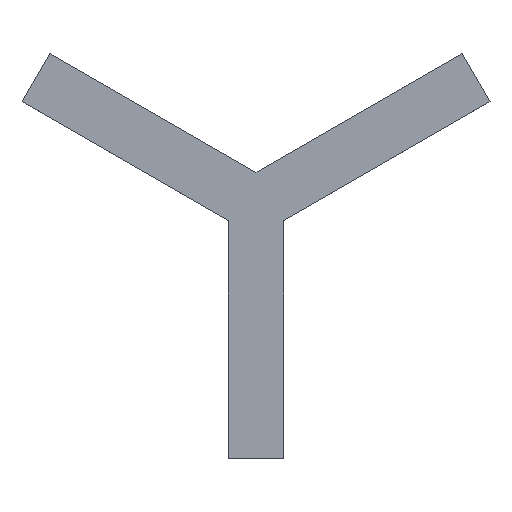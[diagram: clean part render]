
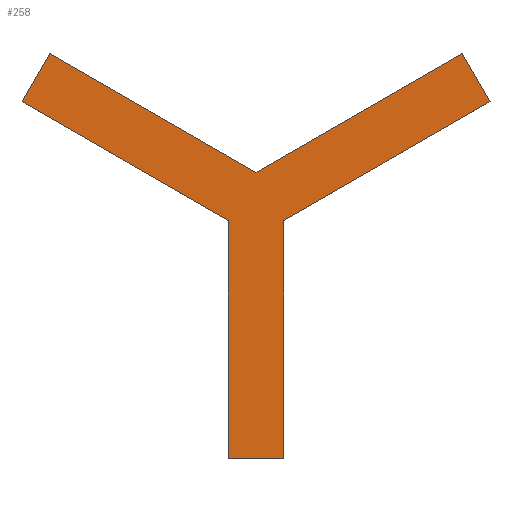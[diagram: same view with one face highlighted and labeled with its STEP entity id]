
A CAD part, top view. The second image highlights one B-rep face of the part: STEP entity #258.
In plain terms, the highlighted planar face has unit normal (0, 0, 1).
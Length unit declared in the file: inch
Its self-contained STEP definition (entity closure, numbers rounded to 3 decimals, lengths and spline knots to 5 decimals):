
#2 = ORIENTED_EDGE ( 'NONE', *, *, #19, .T. ) ;
#6 = VERTEX_POINT ( 'NONE', #10 ) ;
#9 = LINE ( 'NONE', #257, #265 ) ;
#10 = CARTESIAN_POINT ( 'NONE',  ( -5.22136, -24.77644, 0.1 ) ) ;
#19 = EDGE_CURVE ( 'NONE', #205, #6, #360, .T. ) ;
#24 = CARTESIAN_POINT ( 'NONE',  ( -0.61623, -23.38784, 0.1 ) ) ;
#30 = LINE ( 'NONE', #60, #212 ) ;
#34 = CARTESIAN_POINT ( 'NONE',  ( -9.27649, -22.43521, 0.1 ) ) ;
#35 = LINE ( 'NONE', #168, #393 ) ;
#46 = EDGE_CURVE ( 'NONE', #192, #70, #145, .T. ) ;
#57 = EDGE_CURVE ( 'NONE', #176, #70, #263, .T. ) ;
#60 = CARTESIAN_POINT ( 'NONE',  ( -4.67136, -30.41153, 0.1 ) ) ;
#66 = AXIS2_PLACEMENT_3D ( 'NONE', #318, #346, #148 ) ;
#69 = DIRECTION ( 'NONE',  ( 0., -1., 0. ) ) ;
#70 = VERTEX_POINT ( 'NONE', #78 ) ;
#73 = ORIENTED_EDGE ( 'NONE', *, *, #380, .F. ) ;
#77 = EDGE_CURVE ( 'NONE', #176, #320, #115, .T. ) ;
#78 = CARTESIAN_POINT ( 'NONE',  ( -5.77136, -25.72907, 0.1 ) ) ;
#89 = VECTOR ( 'NONE', #399, 39.37008 ) ;
#94 = FACE_OUTER_BOUND ( 'NONE', #144, .T. ) ;
#102 = VECTOR ( 'NONE', #119, 39.37008 ) ;
#109 = DIRECTION ( 'NONE',  ( 0., 1., 0. ) ) ;
#112 = EDGE_CURVE ( 'NONE', #353, #396, #378, .T. ) ;
#115 = LINE ( 'NONE', #239, #135 ) ;
#119 = DIRECTION ( 'NONE',  ( -0.866, -0.5, 0. ) ) ;
#135 = VECTOR ( 'NONE', #197, 39.37008 ) ;
#141 = CARTESIAN_POINT ( 'NONE',  ( -5.77136, -30.41153, 0.1 ) ) ;
#144 = EDGE_LOOP ( 'NONE', ( #331, #259, #347, #304, #223, #334, #174, #2, #73 ) ) ;
#145 = LINE ( 'NONE', #141, #302 ) ;
#148 = DIRECTION ( 'NONE',  ( -1., 0., 0. ) ) ;
#151 = DIRECTION ( 'NONE',  ( -0.5, 0.866, 0. ) ) ;
#152 = CARTESIAN_POINT ( 'NONE',  ( -9.82649, -23.38784, 0.1 ) ) ;
#168 = CARTESIAN_POINT ( 'NONE',  ( -4.67136, -25.72907, 0.1 ) ) ;
#174 = ORIENTED_EDGE ( 'NONE', *, *, #280, .T. ) ;
#176 = VERTEX_POINT ( 'NONE', #152 ) ;
#189 = DIRECTION ( 'NONE',  ( -1., 0., 0. ) ) ;
#192 = VERTEX_POINT ( 'NONE', #248 ) ;
#197 = DIRECTION ( 'NONE',  ( 0.5, 0.866, 0. ) ) ;
#205 = VERTEX_POINT ( 'NONE', #403 ) ;
#212 = VECTOR ( 'NONE', #189, 39.37008 ) ;
#216 = PLANE ( 'NONE',  #66 ) ;
#223 = ORIENTED_EDGE ( 'NONE', *, *, #373, .F. ) ;
#239 = CARTESIAN_POINT ( 'NONE',  ( -9.82649, -23.38784, 0.1 ) ) ;
#245 = CARTESIAN_POINT ( 'NONE',  ( -0.61623, -23.38784, 0.1 ) ) ;
#248 = CARTESIAN_POINT ( 'NONE',  ( -5.77136, -30.41153, 0.1 ) ) ;
#257 = CARTESIAN_POINT ( 'NONE',  ( -9.27649, -22.43521, 0.1 ) ) ;
#258 = ADVANCED_FACE ( 'NONE', ( #94 ), #216, .F. ) ;
#259 = ORIENTED_EDGE ( 'NONE', *, *, #57, .T. ) ;
#260 = CARTESIAN_POINT ( 'NONE',  ( -4.67136, -25.72907, 0.1 ) ) ;
#263 = LINE ( 'NONE', #269, #89 ) ;
#264 = VECTOR ( 'NONE', #362, 39.37008 ) ;
#265 = VECTOR ( 'NONE', #387, 39.37008 ) ;
#269 = CARTESIAN_POINT ( 'NONE',  ( -9.82649, -23.38784, 0.1 ) ) ;
#271 = EDGE_CURVE ( 'NONE', #323, #192, #30, .T. ) ;
#276 = VECTOR ( 'NONE', #151, 39.37008 ) ;
#280 = EDGE_CURVE ( 'NONE', #353, #205, #309, .T. ) ;
#285 = CARTESIAN_POINT ( 'NONE',  ( -4.67136, -30.41153, 0.1 ) ) ;
#296 = CARTESIAN_POINT ( 'NONE',  ( -1.16623, -22.43521, 0.1 ) ) ;
#302 = VECTOR ( 'NONE', #109, 39.37008 ) ;
#304 = ORIENTED_EDGE ( 'NONE', *, *, #271, .F. ) ;
#309 = LINE ( 'NONE', #24, #276 ) ;
#318 = CARTESIAN_POINT ( 'NONE',  ( 0., 0., 0.1 ) ) ;
#320 = VERTEX_POINT ( 'NONE', #34 ) ;
#323 = VERTEX_POINT ( 'NONE', #285 ) ;
#324 = CARTESIAN_POINT ( 'NONE',  ( -0.61623, -23.38784, 0.1 ) ) ;
#331 = ORIENTED_EDGE ( 'NONE', *, *, #77, .F. ) ;
#334 = ORIENTED_EDGE ( 'NONE', *, *, #112, .F. ) ;
#346 = DIRECTION ( 'NONE',  ( 0., 0., -1. ) ) ;
#347 = ORIENTED_EDGE ( 'NONE', *, *, #46, .F. ) ;
#353 = VERTEX_POINT ( 'NONE', #324 ) ;
#360 = LINE ( 'NONE', #296, #264 ) ;
#362 = DIRECTION ( 'NONE',  ( -0.866, -0.5, 0. ) ) ;
#373 = EDGE_CURVE ( 'NONE', #396, #323, #35, .T. ) ;
#378 = LINE ( 'NONE', #245, #102 ) ;
#380 = EDGE_CURVE ( 'NONE', #320, #6, #9, .T. ) ;
#387 = DIRECTION ( 'NONE',  ( 0.866, -0.5, 0. ) ) ;
#393 = VECTOR ( 'NONE', #69, 39.37008 ) ;
#396 = VERTEX_POINT ( 'NONE', #260 ) ;
#399 = DIRECTION ( 'NONE',  ( 0.866, -0.5, 0. ) ) ;
#403 = CARTESIAN_POINT ( 'NONE',  ( -1.16623, -22.43521, 0.1 ) ) ;
